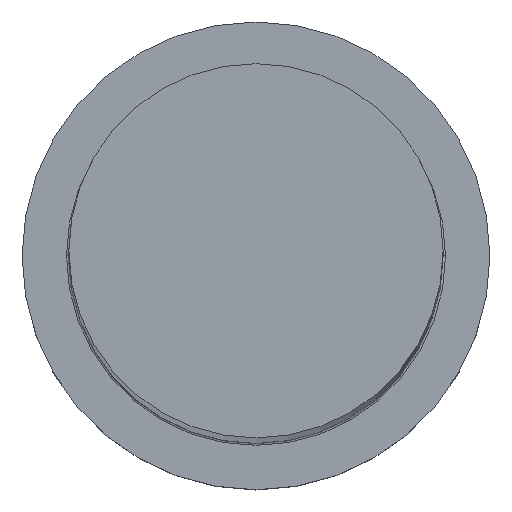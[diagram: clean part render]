
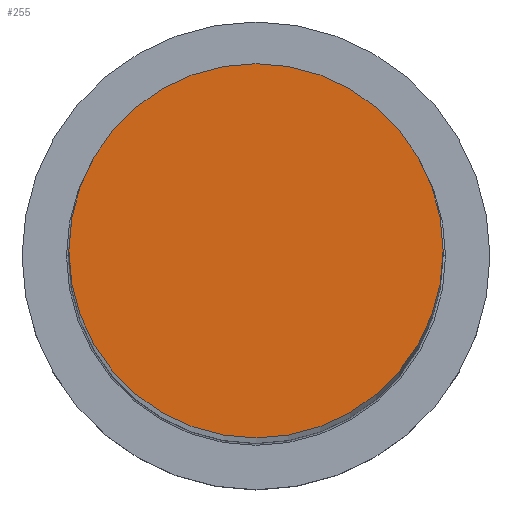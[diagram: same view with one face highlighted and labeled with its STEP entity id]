
A CAD part, top view. The second image highlights one B-rep face of the part: STEP entity #255.
In plain terms, the highlighted planar face has unit normal (0, 0, 1).
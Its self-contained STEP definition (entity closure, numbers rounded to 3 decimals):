
#12 = VERTEX_POINT ( 'NONE', #163 ) ;
#24 = DIRECTION ( 'NONE',  ( 1., 0., 0. ) ) ;
#34 = EDGE_LOOP ( 'NONE', ( #298, #187 ) ) ;
#38 = VERTEX_POINT ( 'NONE', #69 ) ;
#63 = CARTESIAN_POINT ( 'NONE',  ( 0., 0., 260. ) ) ;
#69 = CARTESIAN_POINT ( 'NONE',  ( -16., 0., 260. ) ) ;
#71 = CARTESIAN_POINT ( 'NONE',  ( 0., 0., 260. ) ) ;
#73 = DIRECTION ( 'NONE',  ( 0., 0., 1. ) ) ;
#131 = DIRECTION ( 'NONE',  ( 1., 0., 0. ) ) ;
#134 = PLANE ( 'NONE',  #145 ) ;
#139 = EDGE_CURVE ( 'NONE', #12, #38, #274, .T. ) ;
#145 = AXIS2_PLACEMENT_3D ( 'NONE', #71, #73, #24 ) ;
#163 = CARTESIAN_POINT ( 'NONE',  ( 16., 0., 260. ) ) ;
#178 = FACE_OUTER_BOUND ( 'NONE', #34, .T. ) ;
#187 = ORIENTED_EDGE ( 'NONE', *, *, #139, .T. ) ;
#194 = DIRECTION ( 'NONE',  ( 0., 0., 1. ) ) ;
#204 = EDGE_CURVE ( 'NONE', #38, #12, #299, .T. ) ;
#220 = AXIS2_PLACEMENT_3D ( 'NONE', #63, #194, #304 ) ;
#225 = DIRECTION ( 'NONE',  ( 0., 0., 1. ) ) ;
#226 = CARTESIAN_POINT ( 'NONE',  ( 0., 0., 260. ) ) ;
#232 = AXIS2_PLACEMENT_3D ( 'NONE', #226, #225, #131 ) ;
#255 = ADVANCED_FACE ( 'NONE', ( #178 ), #134, .T. ) ;
#274 = CIRCLE ( 'NONE', #232, 16. ) ;
#298 = ORIENTED_EDGE ( 'NONE', *, *, #204, .T. ) ;
#299 = CIRCLE ( 'NONE', #220, 16. ) ;
#304 = DIRECTION ( 'NONE',  ( 1., 0., 0. ) ) ;
